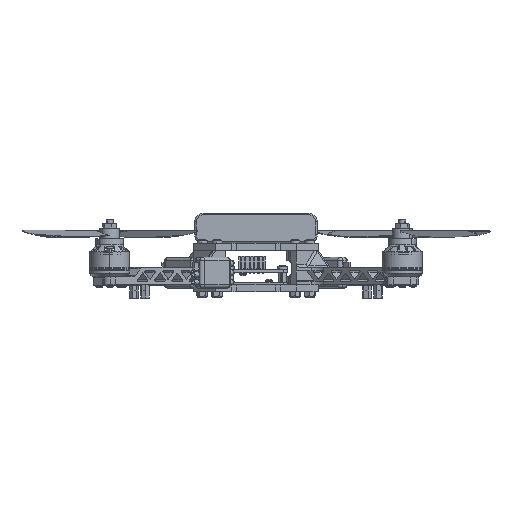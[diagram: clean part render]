
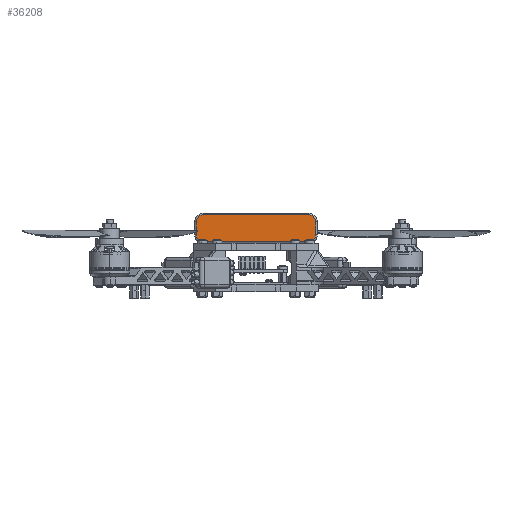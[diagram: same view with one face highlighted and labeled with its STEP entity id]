
A CAD part, top view. The second image highlights one B-rep face of the part: STEP entity #36208.
In plain terms, the highlighted planar face has unit normal (0, 0, 1).
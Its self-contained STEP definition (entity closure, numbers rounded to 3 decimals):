
#2306 = VECTOR ( 'NONE', #52845, 1000. ) ;
#2384 = VECTOR ( 'NONE', #16444, 1000. ) ;
#3816 = VERTEX_POINT ( 'NONE', #37620 ) ;
#3829 = DIRECTION ( 'NONE',  ( -1., 0., 0. ) ) ;
#4320 = AXIS2_PLACEMENT_3D ( 'NONE', #21700, #37571, #8552 ) ;
#4786 = VERTEX_POINT ( 'NONE', #35060 ) ;
#5673 = CARTESIAN_POINT ( 'NONE',  ( 30.5, 12.5, 17. ) ) ;
#6568 = VERTEX_POINT ( 'NONE', #42687 ) ;
#6914 = ORIENTED_EDGE ( 'NONE', *, *, #11541, .T. ) ;
#7531 = CARTESIAN_POINT ( 'NONE',  ( 34.5, 12.5, 17. ) ) ;
#8240 = PLANE ( 'NONE',  #36229 ) ;
#8552 = DIRECTION ( 'NONE',  ( -1., 0., 0. ) ) ;
#9186 = DIRECTION ( 'NONE',  ( -1., 0., 0. ) ) ;
#9927 = CARTESIAN_POINT ( 'NONE',  ( -30.5, 16.5, 17. ) ) ;
#10822 = AXIS2_PLACEMENT_3D ( 'NONE', #20864, #38062, #33248 ) ;
#11198 = CIRCLE ( 'NONE', #4320, 4. ) ;
#11541 = EDGE_CURVE ( 'NONE', #14924, #38347, #11198, .T. ) ;
#12627 = ORIENTED_EDGE ( 'NONE', *, *, #50497, .T. ) ;
#14924 = VERTEX_POINT ( 'NONE', #9927 ) ;
#15532 = DIRECTION ( 'NONE',  ( 0., 0., -1. ) ) ;
#15712 = CIRCLE ( 'NONE', #52634, 4. ) ;
#16444 = DIRECTION ( 'NONE',  ( 0., 1., 0. ) ) ;
#16572 = CARTESIAN_POINT ( 'NONE',  ( -35.5, 17.5, 17. ) ) ;
#20103 = AXIS2_PLACEMENT_3D ( 'NONE', #5673, #21804, #9186 ) ;
#20659 = LINE ( 'NONE', #48887, #24395 ) ;
#20864 = CARTESIAN_POINT ( 'NONE',  ( 30.5, 5., 17. ) ) ;
#21454 = DIRECTION ( 'NONE',  ( -1., 0., 0. ) ) ;
#21699 = EDGE_CURVE ( 'NONE', #42935, #44936, #26144, .T. ) ;
#21700 = CARTESIAN_POINT ( 'NONE',  ( -30.5, 12.5, 17. ) ) ;
#21804 = DIRECTION ( 'NONE',  ( 0., 0., 1. ) ) ;
#24395 = VECTOR ( 'NONE', #45386, 1000. ) ;
#24475 = VECTOR ( 'NONE', #21454, 1000. ) ;
#24800 = ORIENTED_EDGE ( 'NONE', *, *, #36359, .T. ) ;
#26144 = CIRCLE ( 'NONE', #20103, 4. ) ;
#26886 = ORIENTED_EDGE ( 'NONE', *, *, #21699, .T. ) ;
#28406 = LINE ( 'NONE', #40484, #2306 ) ;
#29255 = LINE ( 'NONE', #45891, #24475 ) ;
#30780 = ORIENTED_EDGE ( 'NONE', *, *, #31242, .T. ) ;
#31095 = ORIENTED_EDGE ( 'NONE', *, *, #52073, .T. ) ;
#31242 = EDGE_CURVE ( 'NONE', #4786, #3816, #15712, .T. ) ;
#32135 = ORIENTED_EDGE ( 'NONE', *, *, #38112, .T. ) ;
#33248 = DIRECTION ( 'NONE',  ( -1., 0., 0. ) ) ;
#34436 = CARTESIAN_POINT ( 'NONE',  ( -34.5, 12.5, 17. ) ) ;
#35060 = CARTESIAN_POINT ( 'NONE',  ( -34.5, 5., 17. ) ) ;
#35732 = CIRCLE ( 'NONE', #10822, 4. ) ;
#36208 = ADVANCED_FACE ( 'NONE', ( #49349 ), #8240, .F. ) ;
#36229 = AXIS2_PLACEMENT_3D ( 'NONE', #16572, #15532, #52586 ) ;
#36359 = EDGE_CURVE ( 'NONE', #6568, #36980, #35732, .T. ) ;
#36781 = ORIENTED_EDGE ( 'NONE', *, *, #49544, .T. ) ;
#36980 = VERTEX_POINT ( 'NONE', #39050 ) ;
#37571 = DIRECTION ( 'NONE',  ( 0., 0., 1. ) ) ;
#37620 = CARTESIAN_POINT ( 'NONE',  ( -30.5, 1., 17. ) ) ;
#37675 = LINE ( 'NONE', #40885, #2384 ) ;
#38062 = DIRECTION ( 'NONE',  ( 0., 0., 1. ) ) ;
#38112 = EDGE_CURVE ( 'NONE', #36980, #42935, #37675, .T. ) ;
#38347 = VERTEX_POINT ( 'NONE', #34436 ) ;
#38870 = CARTESIAN_POINT ( 'NONE',  ( 30.5, 16.5, 17. ) ) ;
#39050 = CARTESIAN_POINT ( 'NONE',  ( 34.5, 5., 17. ) ) ;
#40484 = CARTESIAN_POINT ( 'NONE',  ( 30.5, 1., 17. ) ) ;
#40649 = CARTESIAN_POINT ( 'NONE',  ( -30.5, 5., 17. ) ) ;
#40885 = CARTESIAN_POINT ( 'NONE',  ( 34.5, 17.5, 17. ) ) ;
#41383 = EDGE_LOOP ( 'NONE', ( #12627, #6914, #36781, #30780, #31095, #24800, #32135, #26886 ) ) ;
#42687 = CARTESIAN_POINT ( 'NONE',  ( 30.5, 1., 17. ) ) ;
#42935 = VERTEX_POINT ( 'NONE', #7531 ) ;
#44936 = VERTEX_POINT ( 'NONE', #38870 ) ;
#45225 = DIRECTION ( 'NONE',  ( 0., 0., 1. ) ) ;
#45386 = DIRECTION ( 'NONE',  ( 0., -1., 0. ) ) ;
#45891 = CARTESIAN_POINT ( 'NONE',  ( -35.5, 16.5, 17. ) ) ;
#48887 = CARTESIAN_POINT ( 'NONE',  ( -34.5, 17.5, 17. ) ) ;
#49349 = FACE_OUTER_BOUND ( 'NONE', #41383, .T. ) ;
#49544 = EDGE_CURVE ( 'NONE', #38347, #4786, #20659, .T. ) ;
#50497 = EDGE_CURVE ( 'NONE', #44936, #14924, #29255, .T. ) ;
#52073 = EDGE_CURVE ( 'NONE', #3816, #6568, #28406, .T. ) ;
#52586 = DIRECTION ( 'NONE',  ( -1., 0., 0. ) ) ;
#52634 = AXIS2_PLACEMENT_3D ( 'NONE', #40649, #45225, #3829 ) ;
#52845 = DIRECTION ( 'NONE',  ( 1., 0., 0. ) ) ;
